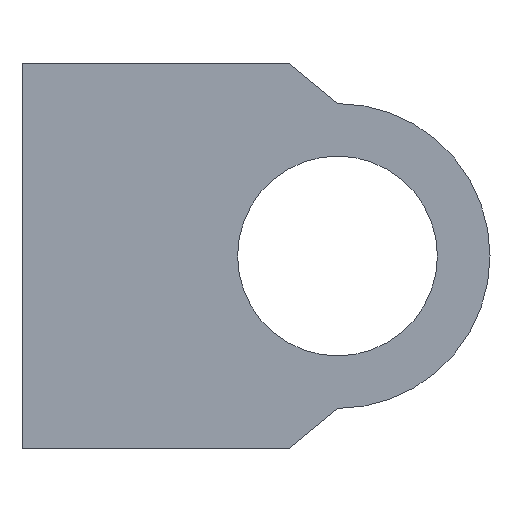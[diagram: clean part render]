
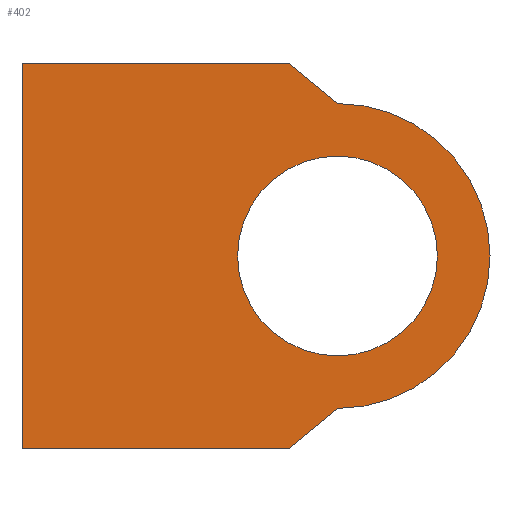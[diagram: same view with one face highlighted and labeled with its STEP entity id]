
A CAD part, left-side view. The second image highlights one B-rep face of the part: STEP entity #402.
In plain terms, the highlighted planar face has unit normal (-1, 0, 0).
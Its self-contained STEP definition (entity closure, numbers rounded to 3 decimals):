
#5 = DIRECTION ( 'NONE',  ( 0., 0., -1. ) ) ;
#6 = VECTOR ( 'NONE', #284, 1000. ) ;
#7 = AXIS2_PLACEMENT_3D ( 'NONE', #136, #442, #413 ) ;
#17 = DIRECTION ( 'NONE',  ( 1., 0., 0. ) ) ;
#25 = CARTESIAN_POINT ( 'NONE',  ( -60., 30., 18.35 ) ) ;
#28 = EDGE_CURVE ( 'NONE', #115, #244, #400, .T. ) ;
#29 = CIRCLE ( 'NONE', #7, 9.5 ) ;
#45 = CARTESIAN_POINT ( 'NONE',  ( -60., 4.667, -18.35 ) ) ;
#48 = ORIENTED_EDGE ( 'NONE', *, *, #459, .F. ) ;
#71 = VERTEX_POINT ( 'NONE', #240 ) ;
#83 = ORIENTED_EDGE ( 'NONE', *, *, #140, .T. ) ;
#94 = ORIENTED_EDGE ( 'NONE', *, *, #132, .T. ) ;
#99 = DIRECTION ( 'NONE',  ( 0., 0., -1. ) ) ;
#106 = EDGE_CURVE ( 'NONE', #131, #152, #204, .T. ) ;
#110 = EDGE_LOOP ( 'NONE', ( #83, #332, #150, #488, #48, #181 ) ) ;
#115 = VERTEX_POINT ( 'NONE', #45 ) ;
#123 = EDGE_CURVE ( 'NONE', #392, #286, #484, .T. ) ;
#127 = CARTESIAN_POINT ( 'NONE',  ( -60., 0., 0. ) ) ;
#131 = VERTEX_POINT ( 'NONE', #375 ) ;
#132 = EDGE_CURVE ( 'NONE', #152, #131, #29, .T. ) ;
#136 = CARTESIAN_POINT ( 'NONE',  ( -60., 0., 0. ) ) ;
#140 = EDGE_CURVE ( 'NONE', #392, #349, #331, .T. ) ;
#149 = LINE ( 'NONE', #224, #161 ) ;
#150 = ORIENTED_EDGE ( 'NONE', *, *, #222, .T. ) ;
#151 = DIRECTION ( 'NONE',  ( 0., 0., -1. ) ) ;
#152 = VERTEX_POINT ( 'NONE', #415 ) ;
#161 = VECTOR ( 'NONE', #343, 1000. ) ;
#162 = DIRECTION ( 'NONE',  ( 0., -0.771, 0.636 ) ) ;
#163 = CIRCLE ( 'NONE', #483, 14.5 ) ;
#169 = CARTESIAN_POINT ( 'NONE',  ( -60., 30., 18.35 ) ) ;
#172 = LINE ( 'NONE', #169, #6 ) ;
#181 = ORIENTED_EDGE ( 'NONE', *, *, #123, .F. ) ;
#186 = CARTESIAN_POINT ( 'NONE',  ( -60., 0., 0. ) ) ;
#194 = FACE_BOUND ( 'NONE', #225, .T. ) ;
#195 = CARTESIAN_POINT ( 'NONE',  ( -60., -7.118, -8.628 ) ) ;
#204 = CIRCLE ( 'NONE', #495, 9.5 ) ;
#207 = DIRECTION ( 'NONE',  ( 0., 1., 0. ) ) ;
#214 = CARTESIAN_POINT ( 'NONE',  ( -60., 0., 18.35 ) ) ;
#221 = ORIENTED_EDGE ( 'NONE', *, *, #106, .T. ) ;
#222 = EDGE_CURVE ( 'NONE', #71, #115, #149, .T. ) ;
#224 = CARTESIAN_POINT ( 'NONE',  ( -60., 0., -18.35 ) ) ;
#225 = EDGE_LOOP ( 'NONE', ( #94, #221 ) ) ;
#240 = CARTESIAN_POINT ( 'NONE',  ( -60., 30., -18.35 ) ) ;
#244 = VERTEX_POINT ( 'NONE', #367 ) ;
#257 = DIRECTION ( 'NONE',  ( 0., -0.771, -0.636 ) ) ;
#271 = CARTESIAN_POINT ( 'NONE',  ( -60., 4.667, 18.35 ) ) ;
#284 = DIRECTION ( 'NONE',  ( 0., 0., -1. ) ) ;
#286 = VERTEX_POINT ( 'NONE', #372 ) ;
#288 = CARTESIAN_POINT ( 'NONE',  ( -60., -7.118, 8.628 ) ) ;
#297 = EDGE_CURVE ( 'NONE', #349, #71, #172, .T. ) ;
#331 = LINE ( 'NONE', #214, #489 ) ;
#332 = ORIENTED_EDGE ( 'NONE', *, *, #297, .T. ) ;
#343 = DIRECTION ( 'NONE',  ( 0., -1., 0. ) ) ;
#349 = VERTEX_POINT ( 'NONE', #25 ) ;
#362 = AXIS2_PLACEMENT_3D ( 'NONE', #186, #497, #151 ) ;
#367 = CARTESIAN_POINT ( 'NONE',  ( -60., 0., -14.5 ) ) ;
#372 = CARTESIAN_POINT ( 'NONE',  ( -60., 0., 14.5 ) ) ;
#375 = CARTESIAN_POINT ( 'NONE',  ( -60., 0., 9.5 ) ) ;
#387 = VECTOR ( 'NONE', #257, 1000. ) ;
#392 = VERTEX_POINT ( 'NONE', #271 ) ;
#393 = PLANE ( 'NONE',  #362 ) ;
#395 = VECTOR ( 'NONE', #162, 1000. ) ;
#400 = LINE ( 'NONE', #195, #395 ) ;
#402 = ADVANCED_FACE ( 'NONE', ( #420, #194 ), #393, .F. ) ;
#413 = DIRECTION ( 'NONE',  ( 0., 0., -1. ) ) ;
#415 = CARTESIAN_POINT ( 'NONE',  ( -60., 0., -9.5 ) ) ;
#420 = FACE_OUTER_BOUND ( 'NONE', #110, .T. ) ;
#429 = DIRECTION ( 'NONE',  ( 1., 0., 0. ) ) ;
#435 = CARTESIAN_POINT ( 'NONE',  ( -60., 0., 0. ) ) ;
#442 = DIRECTION ( 'NONE',  ( 1., 0., 0. ) ) ;
#459 = EDGE_CURVE ( 'NONE', #286, #244, #163, .T. ) ;
#483 = AXIS2_PLACEMENT_3D ( 'NONE', #435, #429, #5 ) ;
#484 = LINE ( 'NONE', #288, #387 ) ;
#488 = ORIENTED_EDGE ( 'NONE', *, *, #28, .T. ) ;
#489 = VECTOR ( 'NONE', #207, 1000. ) ;
#495 = AXIS2_PLACEMENT_3D ( 'NONE', #127, #17, #99 ) ;
#497 = DIRECTION ( 'NONE',  ( 1., 0., 0. ) ) ;
